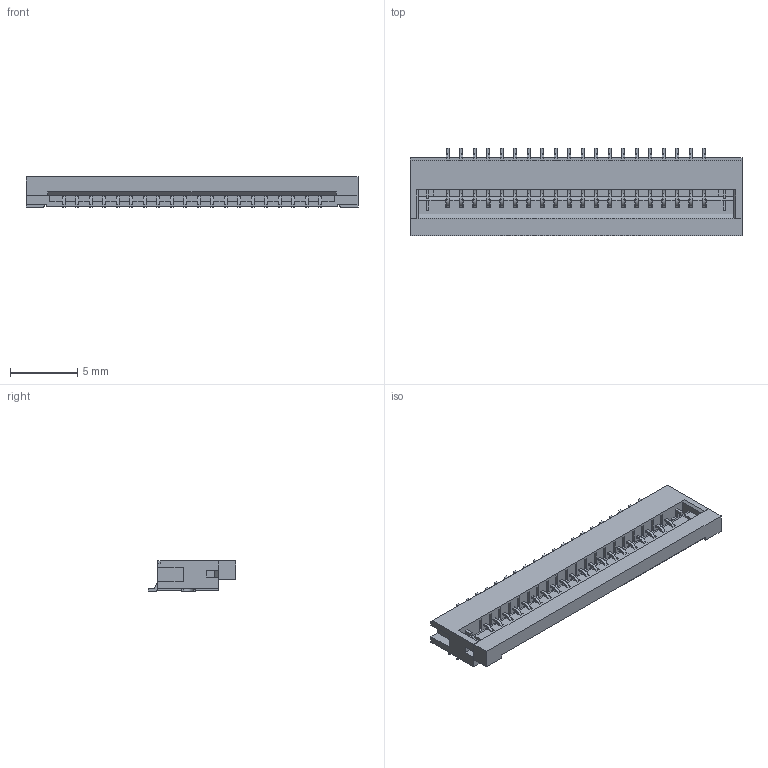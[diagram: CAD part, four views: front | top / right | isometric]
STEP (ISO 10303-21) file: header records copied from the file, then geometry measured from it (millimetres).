
FILE_DESCRIPTION( ( 'Unknown' ), '1' );
FILE_NAME( '686120148922.stp', 'Unknown', ( 'Quentin LAIDEBEUR' ), ( 'WE' ), 'PSStep 15.0.49', 'Sample-box', ' ' );
FILE_SCHEMA( ( 'AUTOMOTIVE_DESIGN { 1 0 10303 214 1 1 1 1 }' ) );
Length unit declared in the file: millimetre
Products named in the file (6): Assem1; 6861xx148922_Patte; 6861xx148922_Patte2; 6861xx148922_Pin; 686120148922; 686120148922_Actuator
Assembly tree (24 placements, depth 2):
  Assem1
    6861xx148922_Patte
    6861xx148922_Patte2
    6861xx148922_Pin  x20
    686120148922
    686120148922_Actuator
Bounding box: 24.6 x 6.5 x 2.25 mm (x, y, z)
Volume: 219.4 mm3; surface area: 1083.6 mm2
Topology: 24 solids, 24 shells, 1124 faces, 3432 edges, 2268 vertices
Faces by surface type: plane 836, cylinder 288
Entity records: 17515 total; most frequent: ORIENTED_EDGE 2646, CARTESIAN_POINT 2593, DIRECTION 2263, EDGE_CURVE 1323, LINE 1199, VECTOR 1199, VERTEX_POINT 862, AXIS2_PLACEMENT_3D 532
